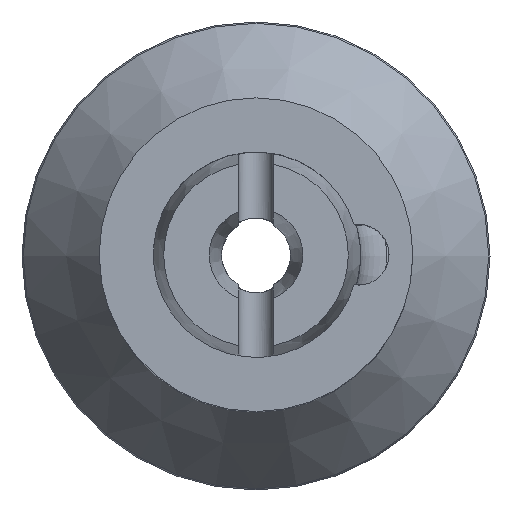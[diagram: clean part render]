
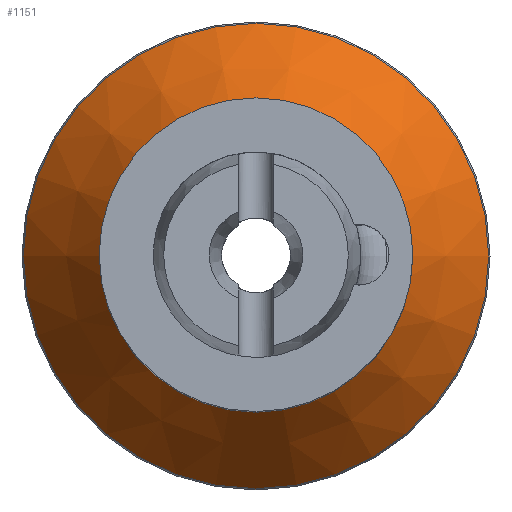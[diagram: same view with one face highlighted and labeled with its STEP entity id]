
A CAD part, top view. The second image highlights one B-rep face of the part: STEP entity #1151.
In plain terms, the highlighted conical face has half-angle 36 degrees and reference radius 4 mm.
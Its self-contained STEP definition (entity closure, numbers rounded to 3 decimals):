
#38=CONICAL_SURFACE('',#1257,4.,0.628);
#173=FACE_OUTER_BOUND('',#231,.T.);
#231=EDGE_LOOP('',(#996,#997,#998,#999,#1000,#1001));
#301=LINE('',#3170,#367);
#367=VECTOR('',#1502,4.);
#405=CIRCLE('',#1252,4.224);
#406=CIRCLE('',#1253,4.224);
#409=CIRCLE('',#1258,6.675);
#410=CIRCLE('',#1259,6.675);
#526=VERTEX_POINT('',#3158);
#527=VERTEX_POINT('',#3160);
#530=VERTEX_POINT('',#3169);
#531=VERTEX_POINT('',#3171);
#695=EDGE_CURVE('',#526,#527,#405,.T.);
#696=EDGE_CURVE('',#527,#526,#406,.T.);
#699=EDGE_CURVE('',#526,#530,#301,.T.);
#700=EDGE_CURVE('',#531,#530,#409,.T.);
#701=EDGE_CURVE('',#530,#531,#410,.T.);
#996=ORIENTED_EDGE('',*,*,#696,.F.);
#997=ORIENTED_EDGE('',*,*,#695,.F.);
#998=ORIENTED_EDGE('',*,*,#699,.T.);
#999=ORIENTED_EDGE('',*,*,#700,.F.);
#1000=ORIENTED_EDGE('',*,*,#701,.F.);
#1001=ORIENTED_EDGE('',*,*,#699,.F.);
#1151=ADVANCED_FACE('',(#173),#38,.T.);
#1252=AXIS2_PLACEMENT_3D('',#3161,#1490,#1491);
#1253=AXIS2_PLACEMENT_3D('',#3162,#1492,#1493);
#1257=AXIS2_PLACEMENT_3D('',#3168,#1500,#1501);
#1258=AXIS2_PLACEMENT_3D('',#3172,#1503,#1504);
#1259=AXIS2_PLACEMENT_3D('',#3173,#1505,#1506);
#1490=DIRECTION('center_axis',(0.,0.,1.));
#1491=DIRECTION('ref_axis',(-1.,0.,0.));
#1492=DIRECTION('center_axis',(0.,0.,1.));
#1493=DIRECTION('ref_axis',(-1.,0.,0.));
#1500=DIRECTION('center_axis',(0.,0.,-1.));
#1501=DIRECTION('ref_axis',(1.,0.,0.));
#1502=DIRECTION('',(-0.588,0.,-0.809));
#1503=DIRECTION('center_axis',(0.,0.,-1.));
#1504=DIRECTION('ref_axis',(1.,0.,0.));
#1505=DIRECTION('center_axis',(0.,0.,-1.));
#1506=DIRECTION('ref_axis',(1.,0.,0.));
#3158=CARTESIAN_POINT('',(-4.224,0.,3.692));
#3160=CARTESIAN_POINT('',(4.224,0.,3.692));
#3161=CARTESIAN_POINT('Origin',(0.,0.,3.692));
#3162=CARTESIAN_POINT('Origin',(0.,0.,3.692));
#3168=CARTESIAN_POINT('Origin',(0.,0.,4.));
#3169=CARTESIAN_POINT('',(-6.675,0.,0.318));
#3170=CARTESIAN_POINT('',(-4.,0.,4.));
#3171=CARTESIAN_POINT('',(6.675,0.,0.318));
#3172=CARTESIAN_POINT('Origin',(0.,0.,0.318));
#3173=CARTESIAN_POINT('Origin',(0.,0.,0.318));
